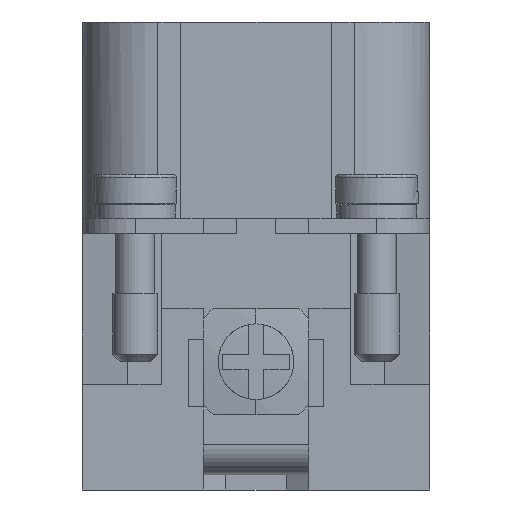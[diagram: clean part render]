
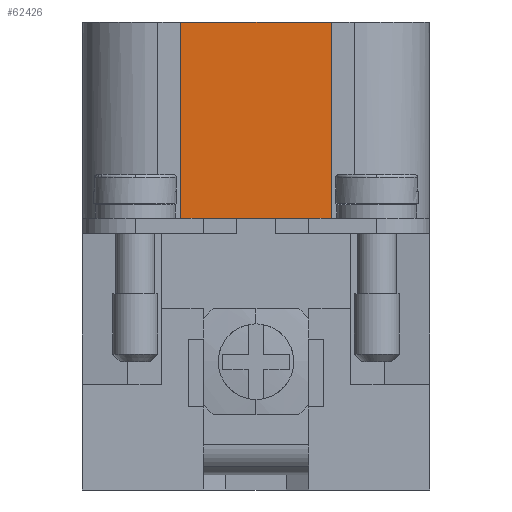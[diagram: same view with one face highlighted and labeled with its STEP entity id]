
A CAD part, left-side view. The second image highlights one B-rep face of the part: STEP entity #62426.
In plain terms, the highlighted planar face has unit normal (-1, 0, 0).
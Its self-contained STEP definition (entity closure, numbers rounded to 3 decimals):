
#51393=CARTESIAN_POINT('',(-36.0,-3.5,0.0));
#51394=VERTEX_POINT('',#51393);
#51417=CARTESIAN_POINT('',(-36.0,-5.0,0.0));
#51418=VERTEX_POINT('',#51417);
#51419=CARTESIAN_POINT('',(-36.0,-3.5,0.0));
#51420=DIRECTION('',(0.0,-1.0,0.0));
#51421=VECTOR('',#51420,1.5);
#51422=LINE('',#51419,#51421);
#51423=EDGE_CURVE('',#51394,#51418,#51422,.T.);
#51465=CARTESIAN_POINT('',(-36.0,5.0,0.0));
#51466=VERTEX_POINT('',#51465);
#51467=CARTESIAN_POINT('',(-36.0,3.5,0.0));
#51468=VERTEX_POINT('',#51467);
#51469=CARTESIAN_POINT('',(-36.0,5.0,0.0));
#51470=DIRECTION('',(0.0,-1.0,0.0));
#51471=VECTOR('',#51470,1.5);
#51472=LINE('',#51469,#51471);
#51473=EDGE_CURVE('',#51466,#51468,#51472,.T.);
#61820=CARTESIAN_POINT('',(-36.0,3.5,0.0));
#61821=DIRECTION('',(0.0,-1.0,0.0));
#61822=VECTOR('',#61821,7.0);
#61823=LINE('',#61820,#61822);
#61824=EDGE_CURVE('',#51468,#51394,#61823,.T.);
#62394=CARTESIAN_POINT('',(-36.0,-5.0,0.0));
#62395=DIRECTION('',(-1.0,0.0,0.0));
#62396=DIRECTION('',(0.0,0.0,1.0));
#62397=AXIS2_PLACEMENT_3D('',#62394,#62395,#62396);
#62398=PLANE('',#62397);
#62399=CARTESIAN_POINT('',(-36.0,-5.0,13.0));
#62400=VERTEX_POINT('',#62399);
#62401=CARTESIAN_POINT('',(-36.0,5.0,13.0));
#62402=VERTEX_POINT('',#62401);
#62403=CARTESIAN_POINT('',(-36.0,-5.0,13.0));
#62404=DIRECTION('',(0.0,1.0,0.0));
#62405=VECTOR('',#62404,10.0);
#62406=LINE('',#62403,#62405);
#62407=EDGE_CURVE('',#62400,#62402,#62406,.T.);
#62408=ORIENTED_EDGE('',*,*,#62407,.T.);
#62409=CARTESIAN_POINT('',(-36.0,5.0,0.0));
#62410=DIRECTION('',(0.0,0.0,1.0));
#62411=VECTOR('',#62410,13.0);
#62412=LINE('',#62409,#62411);
#62413=EDGE_CURVE('',#51466,#62402,#62412,.T.);
#62414=ORIENTED_EDGE('',*,*,#62413,.F.);
#62415=ORIENTED_EDGE('',*,*,#51473,.T.);
#62416=ORIENTED_EDGE('',*,*,#61824,.T.);
#62417=ORIENTED_EDGE('',*,*,#51423,.T.);
#62418=CARTESIAN_POINT('',(-36.0,-5.0,0.0));
#62419=DIRECTION('',(0.0,0.0,1.0));
#62420=VECTOR('',#62419,13.0);
#62421=LINE('',#62418,#62420);
#62422=EDGE_CURVE('',#51418,#62400,#62421,.T.);
#62423=ORIENTED_EDGE('',*,*,#62422,.T.);
#62424=EDGE_LOOP('',(#62408,#62414,#62415,#62416,#62417,#62423));
#62425=FACE_OUTER_BOUND('',#62424,.T.);
#62426=ADVANCED_FACE('',(#62425),#62398,.T.);
